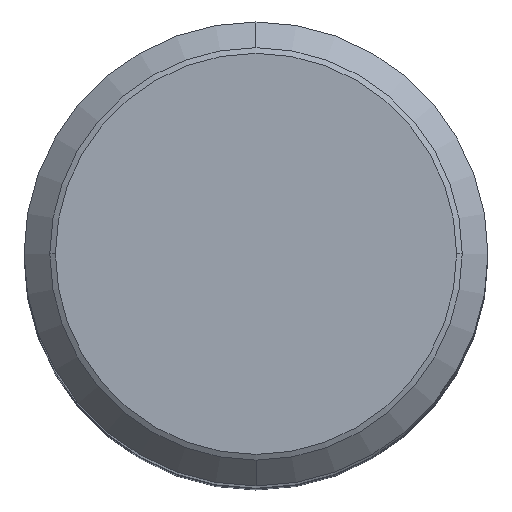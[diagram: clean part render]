
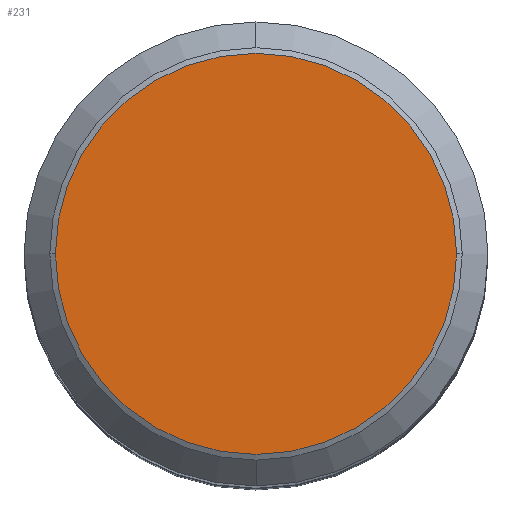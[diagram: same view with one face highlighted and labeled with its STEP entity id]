
A CAD part, top view. The second image highlights one B-rep face of the part: STEP entity #231.
In plain terms, the highlighted planar face has unit normal (0, 0, 1).
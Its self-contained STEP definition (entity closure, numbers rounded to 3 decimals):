
#171=EDGE_CURVE('',#199,#221,#367,.T.);
#177=EDGE_CURVE('',#221,#199,#374,.T.);
#199=VERTEX_POINT('',#399);
#221=VERTEX_POINT('',#424);
#231=ADVANCED_FACE('',(#434),#435,.T.);
#367=CIRCLE('',#587,10.376);
#374=CIRCLE('',#595,10.376);
#399=CARTESIAN_POINT('',(10.376,0.,91.5));
#424=CARTESIAN_POINT('',(-10.376,0.,91.5));
#434=FACE_OUTER_BOUND('',#674,.T.);
#435=PLANE('',#675);
#587=AXIS2_PLACEMENT_3D('',#835,#836,#837);
#595=AXIS2_PLACEMENT_3D('',#844,#845,#846);
#674=EDGE_LOOP('',(#926,#927));
#675=AXIS2_PLACEMENT_3D('',#928,#929,#930);
#835=CARTESIAN_POINT('',(0.,0.0,91.5));
#836=DIRECTION('',(0.0,0.0,1.0));
#837=DIRECTION('',(-1.0,0.,0.0));
#844=CARTESIAN_POINT('',(0.,0.0,91.5));
#845=DIRECTION('',(0.0,0.0,1.0));
#846=DIRECTION('',(-1.0,0.,0.0));
#926=ORIENTED_EDGE('',*,*,#177,.T.);
#927=ORIENTED_EDGE('',*,*,#171,.T.);
#928=CARTESIAN_POINT('',(0.,-5.25,91.5));
#929=DIRECTION('',(0.0,0.0,1.0));
#930=DIRECTION('',(0.,-1.0,0.0));
